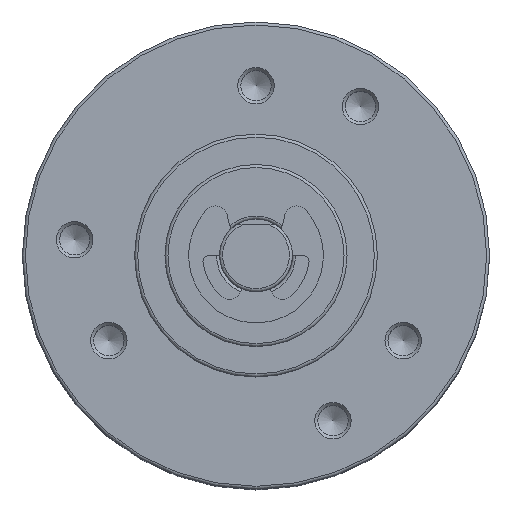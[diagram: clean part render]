
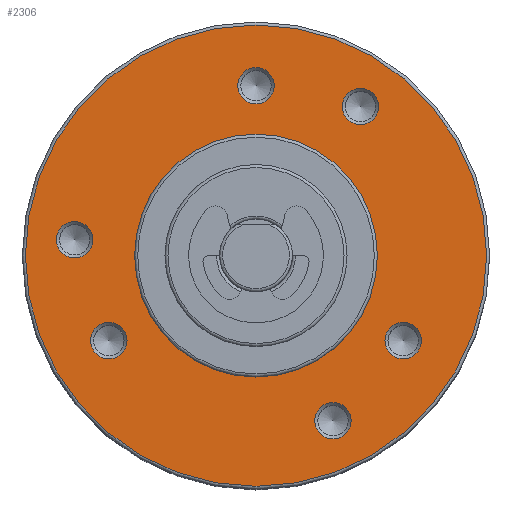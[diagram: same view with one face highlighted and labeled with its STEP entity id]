
A CAD part, top view. The second image highlights one B-rep face of the part: STEP entity #2306.
In plain terms, the highlighted planar face has unit normal (0, 0, 1).
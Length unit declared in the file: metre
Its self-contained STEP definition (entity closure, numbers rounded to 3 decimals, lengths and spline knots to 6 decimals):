
#422=PLANE('',#2680);
#742=ORIENTED_EDGE('',*,*,#1138,.F.);
#743=ORIENTED_EDGE('',*,*,#1139,.F.);
#744=ORIENTED_EDGE('',*,*,#1140,.F.);
#745=ORIENTED_EDGE('',*,*,#1141,.F.);
#746=ORIENTED_EDGE('',*,*,#1142,.F.);
#747=ORIENTED_EDGE('',*,*,#1143,.F.);
#748=ORIENTED_EDGE('',*,*,#1144,.T.);
#749=ORIENTED_EDGE('',*,*,#1145,.F.);
#1138=EDGE_CURVE('',#1379,#1379,#1562,.T.);
#1139=EDGE_CURVE('',#1380,#1380,#1563,.T.);
#1140=EDGE_CURVE('',#1381,#1381,#1564,.T.);
#1141=EDGE_CURVE('',#1382,#1382,#1565,.T.);
#1142=EDGE_CURVE('',#1383,#1383,#1566,.T.);
#1143=EDGE_CURVE('',#1384,#1384,#1567,.T.);
#1144=EDGE_CURVE('',#1385,#1385,#1568,.T.);
#1145=EDGE_CURVE('',#1386,#1386,#1569,.T.);
#1379=VERTEX_POINT('',#4009);
#1380=VERTEX_POINT('',#4011);
#1381=VERTEX_POINT('',#4013);
#1382=VERTEX_POINT('',#4015);
#1383=VERTEX_POINT('',#4017);
#1384=VERTEX_POINT('',#4019);
#1385=VERTEX_POINT('',#4021);
#1386=VERTEX_POINT('',#4023);
#1562=CIRCLE('',#2681,0.0015);
#1563=CIRCLE('',#2682,0.0015);
#1564=CIRCLE('',#2683,0.0015);
#1565=CIRCLE('',#2684,0.0015);
#1566=CIRCLE('',#2685,0.0015);
#1567=CIRCLE('',#2686,0.0015);
#1568=CIRCLE('',#2687,0.019);
#1569=CIRCLE('',#2688,0.01);
#1777=EDGE_LOOP('',(#742));
#1778=EDGE_LOOP('',(#743));
#1779=EDGE_LOOP('',(#744));
#1780=EDGE_LOOP('',(#745));
#1781=EDGE_LOOP('',(#746));
#1782=EDGE_LOOP('',(#747));
#1783=EDGE_LOOP('',(#748));
#1784=EDGE_LOOP('',(#749));
#2038=FACE_BOUND('',#1777,.T.);
#2039=FACE_BOUND('',#1778,.T.);
#2040=FACE_BOUND('',#1779,.T.);
#2041=FACE_BOUND('',#1780,.T.);
#2042=FACE_BOUND('',#1781,.T.);
#2043=FACE_BOUND('',#1782,.T.);
#2044=FACE_BOUND('',#1783,.T.);
#2045=FACE_BOUND('',#1784,.T.);
#2306=ADVANCED_FACE('',(#2038,#2039,#2040,#2041,#2042,#2043,#2044,#2045),
#422,.T.);
#2680=AXIS2_PLACEMENT_3D('',#4007,#3253,#3254);
#2681=AXIS2_PLACEMENT_3D('',#4008,#3255,#3256);
#2682=AXIS2_PLACEMENT_3D('',#4010,#3257,#3258);
#2683=AXIS2_PLACEMENT_3D('',#4012,#3259,#3260);
#2684=AXIS2_PLACEMENT_3D('',#4014,#3261,#3262);
#2685=AXIS2_PLACEMENT_3D('',#4016,#3263,#3264);
#2686=AXIS2_PLACEMENT_3D('',#4018,#3265,#3266);
#2687=AXIS2_PLACEMENT_3D('',#4020,#3267,#3268);
#2688=AXIS2_PLACEMENT_3D('',#4022,#3269,#3270);
#3253=DIRECTION('',(0.,0.,1.));
#3254=DIRECTION('',(1.,0.,0.));
#3255=DIRECTION('',(0.,0.,1.));
#3256=DIRECTION('',(1.,0.,0.));
#3257=DIRECTION('',(0.,0.,1.));
#3258=DIRECTION('',(1.,0.,0.));
#3259=DIRECTION('',(0.,0.,1.));
#3260=DIRECTION('',(1.,0.,0.));
#3261=DIRECTION('',(0.,0.,1.));
#3262=DIRECTION('',(1.,0.,0.));
#3263=DIRECTION('',(0.,0.,1.));
#3264=DIRECTION('',(1.,0.,0.));
#3265=DIRECTION('',(0.,0.,1.));
#3266=DIRECTION('',(1.,0.,0.));
#3267=DIRECTION('',(0.,0.,1.));
#3268=DIRECTION('',(1.,0.,0.));
#3269=DIRECTION('',(0.,0.,1.));
#3270=DIRECTION('',(1.,0.,0.));
#4007=CARTESIAN_POINT('',(0.014625,0.,0.));
#4008=CARTESIAN_POINT('',(-0.012124,-0.007,0.));
#4009=CARTESIAN_POINT('',(-0.010624,-0.007,0.));
#4010=CARTESIAN_POINT('',(0.006339,-0.013595,0.));
#4011=CARTESIAN_POINT('',(0.007839,-0.013595,0.));
#4012=CARTESIAN_POINT('',(0.012124,-0.007,0.));
#4013=CARTESIAN_POINT('',(0.013624,-0.007,0.));
#4014=CARTESIAN_POINT('',(0.008604,0.012287,0.));
#4015=CARTESIAN_POINT('',(0.010104,0.012287,0.));
#4016=CARTESIAN_POINT('',(-0.014943,0.001307,0.));
#4017=CARTESIAN_POINT('',(-0.013443,0.001307,0.));
#4018=CARTESIAN_POINT('',(0.,0.014,0.));
#4019=CARTESIAN_POINT('',(0.0015,0.014,0.));
#4020=CARTESIAN_POINT('',(0.,0.,0.));
#4021=CARTESIAN_POINT('',(0.019,0.,0.));
#4022=CARTESIAN_POINT('',(0.,0.,0.));
#4023=CARTESIAN_POINT('',(0.01,0.,0.));
